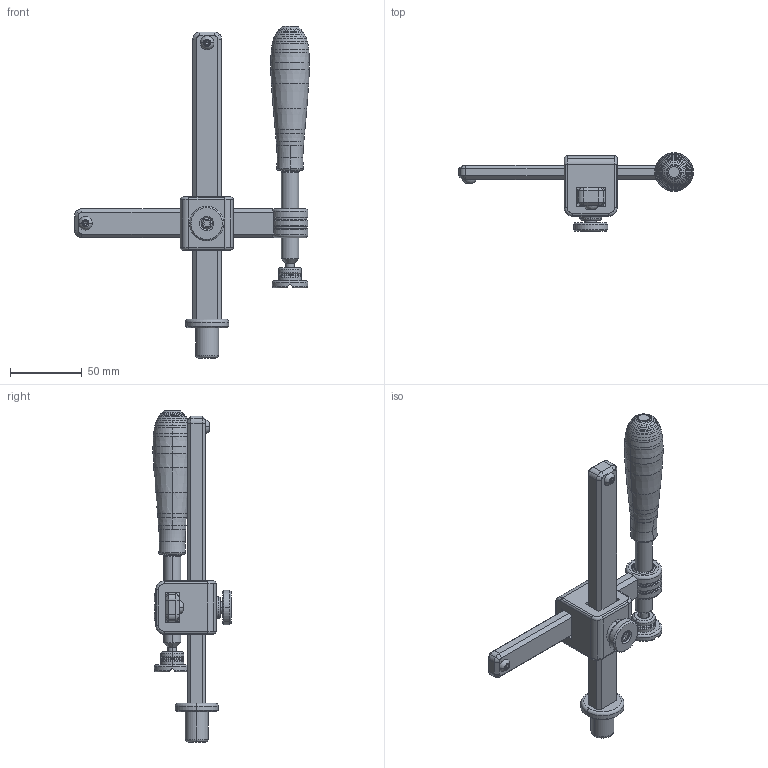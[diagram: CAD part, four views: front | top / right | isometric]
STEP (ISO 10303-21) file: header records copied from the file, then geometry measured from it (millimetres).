
FILE_DESCRIPTION(('STEP AP214'),'1');
FILE_NAME('160610.STP','2011-09-08T07:15:23',(' '),(' '),'Spatial InterOp 3D',' ',' ');
FILE_SCHEMA(('automotive_design'));
Length unit declared in the file: millimetre
Products named in the file (49): Zylinder; Quader; Flachkopfschraube ISO 7380 M5x10; gerades Prisma; Rotationskörper; 1; 2
Bounding box: 163.48 x 54.48 x 231.19 mm (x, y, z)
Volume: 184135.7 mm3; surface area: 66054.8 mm2
Topology: 49 solids, 49 shells, 865 faces, 1992 edges, 1256 vertices
Faces by surface type: cylinder 329, plane 327, cone 128, torus 72, sphere 9
Entity records: 32771 total; most frequent: DIRECTION 4767, CARTESIAN_POINT 4314, ORIENTED_EDGE 3968, EDGE_CURVE 1984, AXIS2_PLACEMENT_3D 1889, VERTEX_POINT 1256, LINE 989, VECTOR 989
